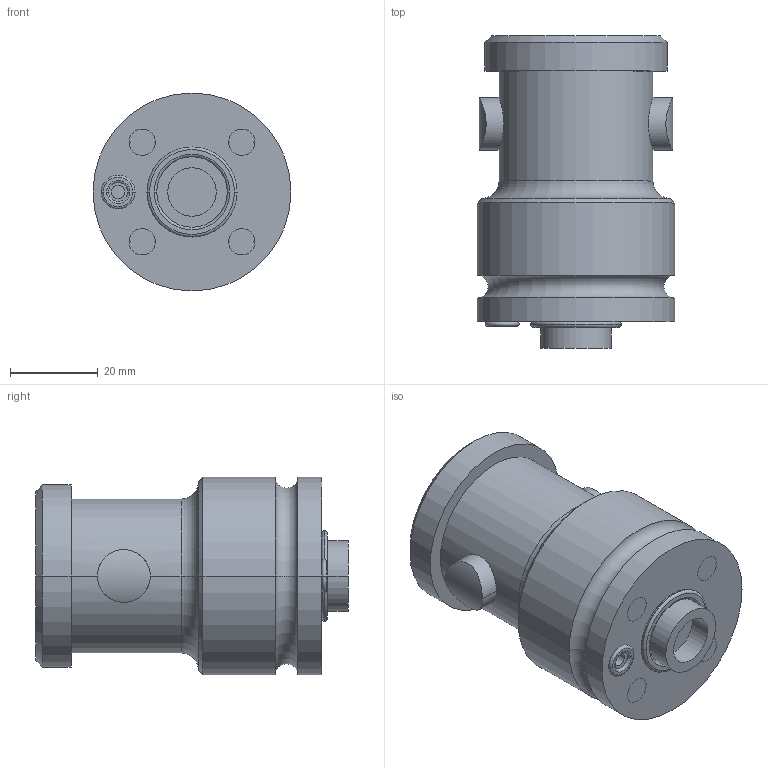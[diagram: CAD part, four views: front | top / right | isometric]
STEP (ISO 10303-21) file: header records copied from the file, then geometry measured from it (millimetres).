
FILE_DESCRIPTION((''),'2;1');
FILE_NAME('ILCM41582150','2020-05-07T',('jweaver'),(''),'PRO/ENGINEER BY PARAMETRIC TECHNOLOGY CORPORATION, 2013320','PRO/ENGINEER BY PARAMETRIC TECHNOLOGY CORPORATION, 2013320','');
FILE_SCHEMA(('AUTOMOTIVE_DESIGN { 1 0 10303 214 1 1 1 1 }'));
Length unit declared in the file: millimetre
Products named in the file (1): ILCM41582150
Bounding box: 45 x 71 x 45 mm (x, y, z)
Volume: 82862.1 mm3; surface area: 15085.7 mm2
Topology: 1 solids, 6 shells, 94 faces, 196 edges, 116 vertices
Faces by surface type: cylinder 40, cone 20, plane 18, torus 16
Entity records: 3552 total; most frequent: CARTESIAN_POINT 536, DIRECTION 490, ORIENTED_EDGE 368, AXIS2_PLACEMENT_3D 215, PRESENTATION_STYLE_ASSIGNMENT 211, STYLED_ITEM 193, CURVE_STYLE 188, EDGE_CURVE 188
